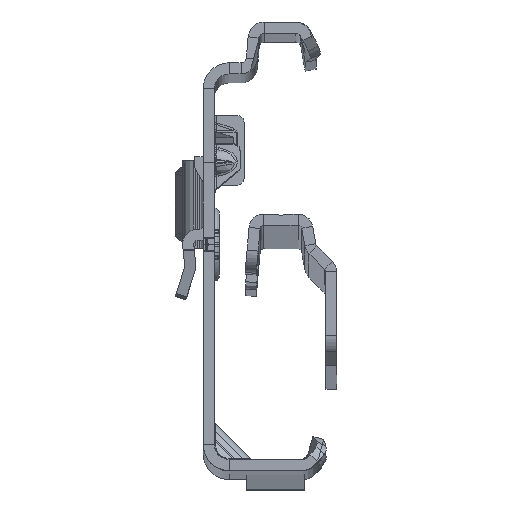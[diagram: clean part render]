
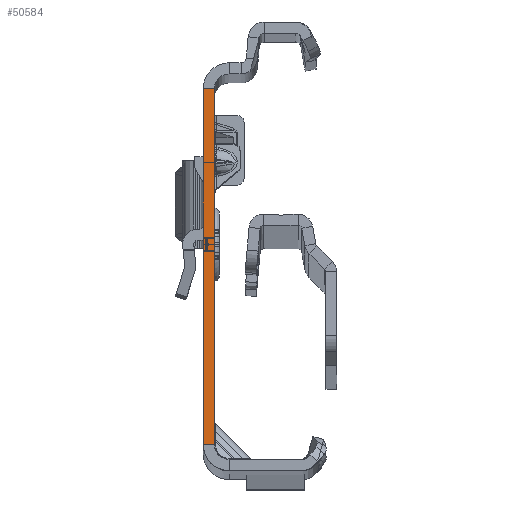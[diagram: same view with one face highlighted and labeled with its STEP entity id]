
A CAD part, top view. The second image highlights one B-rep face of the part: STEP entity #50584.
In plain terms, the highlighted planar face has unit normal (0, 0, 1).
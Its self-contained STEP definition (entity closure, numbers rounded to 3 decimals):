
#762 = VECTOR ( 'NONE', #12050, 1000. ) ;
#2283 = CARTESIAN_POINT ( 'NONE',  ( 0., 22.135, 0. ) ) ;
#8984 = LINE ( 'NONE', #17324, #762 ) ;
#10860 = FACE_OUTER_BOUND ( 'NONE', #19065, .T. ) ;
#12050 = DIRECTION ( 'NONE',  ( 0., -1., 0. ) ) ;
#14797 = ORIENTED_EDGE ( 'NONE', *, *, #29894, .T. ) ;
#15318 = DIRECTION ( 'NONE',  ( 0., 0., 1. ) ) ;
#17324 = CARTESIAN_POINT ( 'NONE',  ( -1.5, -27.865, 0. ) ) ;
#18516 = VERTEX_POINT ( 'NONE', #33068 ) ;
#19065 = EDGE_LOOP ( 'NONE', ( #49342, #14797, #35324, #20885 ) ) ;
#19207 = DIRECTION ( 'NONE',  ( 1., 0., 0. ) ) ;
#20885 = ORIENTED_EDGE ( 'NONE', *, *, #34729, .F. ) ;
#23500 = CARTESIAN_POINT ( 'NONE',  ( 0., -25.865, 0. ) ) ;
#23727 = VECTOR ( 'NONE', #49255, 1000. ) ;
#26306 = LINE ( 'NONE', #43371, #44548 ) ;
#29674 = VERTEX_POINT ( 'NONE', #47638 ) ;
#29894 = EDGE_CURVE ( 'NONE', #46143, #18516, #40544, .T. ) ;
#31036 = DIRECTION ( 'NONE',  ( -1., 0., 0. ) ) ;
#31462 = DIRECTION ( 'NONE',  ( 0., -1., 0. ) ) ;
#31732 = LINE ( 'NONE', #49388, #33945 ) ;
#33068 = CARTESIAN_POINT ( 'NONE',  ( -1.5, 22.135, 0. ) ) ;
#33945 = VECTOR ( 'NONE', #31462, 1000. ) ;
#34729 = EDGE_CURVE ( 'NONE', #52178, #29674, #26306, .T. ) ;
#35324 = ORIENTED_EDGE ( 'NONE', *, *, #38643, .T. ) ;
#35656 = AXIS2_PLACEMENT_3D ( 'NONE', #39889, #15318, #19207 ) ;
#38643 = EDGE_CURVE ( 'NONE', #18516, #29674, #8984, .T. ) ;
#39889 = CARTESIAN_POINT ( 'NONE',  ( -1.5, -27.865, 0. ) ) ;
#40544 = LINE ( 'NONE', #2283, #23727 ) ;
#43371 = CARTESIAN_POINT ( 'NONE',  ( 0., -25.865, 0. ) ) ;
#44548 = VECTOR ( 'NONE', #31036, 1000. ) ;
#44696 = PLANE ( 'NONE',  #35656 ) ;
#45404 = CARTESIAN_POINT ( 'NONE',  ( 0., 22.135, 0. ) ) ;
#46143 = VERTEX_POINT ( 'NONE', #45404 ) ;
#47638 = CARTESIAN_POINT ( 'NONE',  ( -1.5, -25.865, 0. ) ) ;
#49255 = DIRECTION ( 'NONE',  ( -1., 0., 0. ) ) ;
#49342 = ORIENTED_EDGE ( 'NONE', *, *, #51796, .F. ) ;
#49388 = CARTESIAN_POINT ( 'NONE',  ( 0., -27.865, 0. ) ) ;
#50584 = ADVANCED_FACE ( 'NONE', ( #10860 ), #44696, .T. ) ;
#51796 = EDGE_CURVE ( 'NONE', #46143, #52178, #31732, .T. ) ;
#52178 = VERTEX_POINT ( 'NONE', #23500 ) ;
